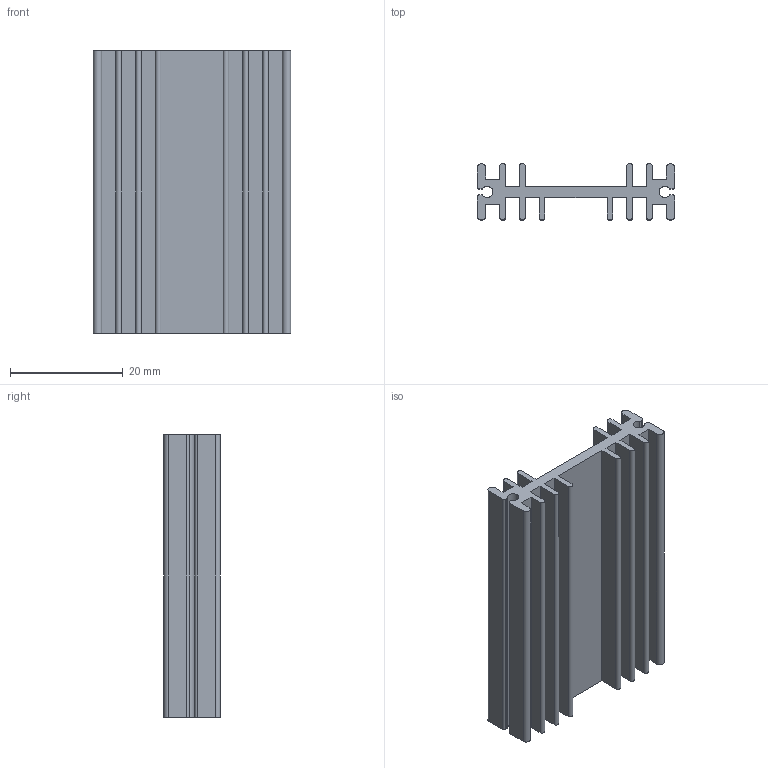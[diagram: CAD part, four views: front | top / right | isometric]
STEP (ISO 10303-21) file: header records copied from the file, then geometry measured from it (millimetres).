
FILE_DESCRIPTION (( 'STEP AP214' ), '1' );
FILE_NAME ('Heatsink 35x10x50 - HS 207-50 (K207-50).STEP', '2022-04-16T11:40:07', ( 'Elessar' ), ( '' ), 'SwSTEP 2.0', 'SolidWorks 2018', '' );
FILE_SCHEMA (( 'AUTOMOTIVE_DESIGN' ));
Length unit declared in the file: millimetre
Products named in the file (1): Heatsink 35x10x50 - HS 207-50 (K207-50)
Bounding box: 35 x 10 x 50 mm (x, y, z)
Volume: 6821.5 mm3; surface area: 9289.2 mm2
Topology: 1 solids, 1 shells, 71 faces, 207 edges, 138 vertices
Faces by surface type: plane 46, cylinder 25
Entity records: 2385 total; most frequent: CARTESIAN_POINT 417, ORIENTED_EDGE 414, DIRECTION 401, EDGE_CURVE 207, VECTOR 157, LINE 157, VERTEX_POINT 138, AXIS2_PLACEMENT_3D 122
